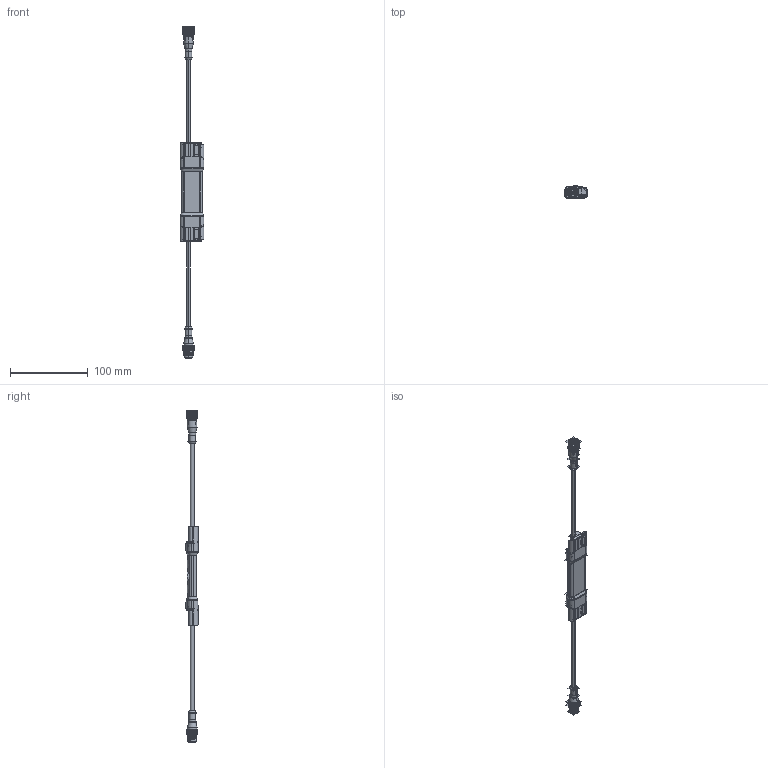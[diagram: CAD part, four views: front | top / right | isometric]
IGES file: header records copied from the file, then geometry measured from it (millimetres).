
Start section:  PTC IGES file: 217469.igs
Global section: file name: 217469.igs; native system: Creo Parametric by PTC Inc.; preprocessor: 2019292; author: PDMAdmin; organization: Unknown; date: 20200609.094028; units: millimetre
Bounding box: 30.63 x 15.62 x 427.26 mm (x, y, z)
Volume: 33888.9 mm3; surface area: 537170.3 mm2
Topology: 24 solids, 96 shells, 13716 faces, 61932 edges, 74349 vertices
Faces by surface type: bspline 9798, revolution 3918
